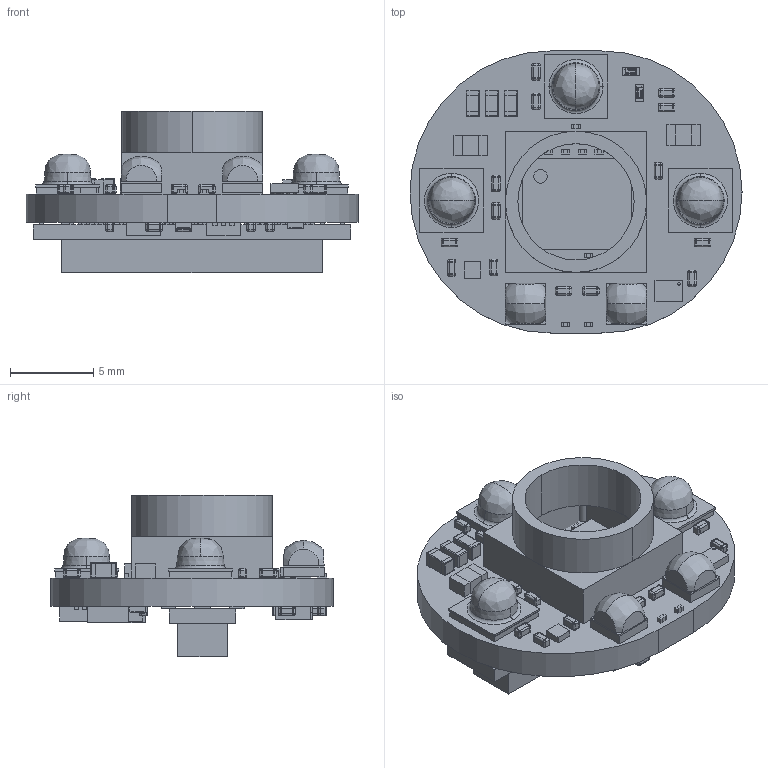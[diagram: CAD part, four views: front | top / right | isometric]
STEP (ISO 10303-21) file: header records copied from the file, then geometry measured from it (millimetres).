
FILE_DESCRIPTION(('Open CASCADE Model'),'2;1');
FILE_NAME('Open CASCADE Shape Model','2018-01-27T17:29:20',('Author'),( 'Open CASCADE'),'Open CASCADE STEP processor 6.8','Open CASCADE 6.8' ,'Unknown');
FILE_SCHEMA(('AUTOMOTIVE_DESIGN { 1 0 10303 214 1 1 1 1 }'));
Length unit declared in the file: millimetre
Products named in the file (111): PCB; Board; U9; 6164621504; Open_CASCADE_STEP_translator_6.8_2.1; Body; Open_CASCADE_STEP_translator_6.8_2.2.1; ball; U7; 6236394240; Extruded; L3; User_Library-RESC1005X04N; D5; CREE,_XLamp_XB-H_RGB15724527; D4; C39; 6236394624; 6236394432; C38; C37; CAPC1005X55N_EIA_0402; C36; C35; C34; C33; C32; C31; L2; LQM21NN0_1-2_2u; L1; JP1; 60R-JMDSS-G-1-TF(S); D3; SFH_4715AS_110615_geometry_RGB13421772; D2; D1; U6; 6164620928; Open_CASCADE_STEP_translator_6.8_14.1 ...
Assembly tree (266 placements, depth 5):
  PCB
    Board
    U9
      6164621504
        Open_CASCADE_STEP_translator_6.8_2.1
        Body
          Open_CASCADE_STEP_translator_6.8_2.2.1
        ball  x12
    U7
      6236394240
        Extruded
    L3
      User_Library-RESC1005X04N
    D5
      CREE,_XLamp_XB-H_RGB15724527
    D4
      CREE,_XLamp_XB-H_RGB15724527
    C39
      6236394624  x2
        Extruded
      6236394432
        Extruded
    C38
      6236394624  x2
        Extruded
      6236394432
        Extruded
    C37
      CAPC1005X55N_EIA_0402
    C36
      CAPC1005X55N_EIA_0402
    C35
      CAPC1005X55N_EIA_0402
    C34
      CAPC1005X55N_EIA_0402
    C33
      CAPC1005X55N_EIA_0402
    C32
      CAPC1005X55N_EIA_0402
    C31
      CAPC1005X55N_EIA_0402
    L2
      LQM21NN0_1-2_2u
    L1
      LQM21NN0_1-2_2u
    JP1
      60R-JMDSS-G-1-TF(S)
    D3
      SFH_4715AS_110615_geometry_RGB13421772
    D2
      SFH_4715AS_110615_geometry_RGB13421772
    D1
      SFH_4715AS_110615_geometry_RGB13421772
    U6
      6164620928
        Open_CASCADE_STEP_translator_6.8_14.1
        Body
          Open_CASCADE_STEP_translator_6.8_14.2.1
        ball  x44
    U5
Bounding box: 20 x 17 x 9.75 mm (x, y, z)
Volume: 891.9 mm3; surface area: 1998.3 mm2
Topology: 196 solids, 200 shells, 3442 faces, 8363 edges, 5022 vertices
Faces by surface type: plane 2109, cylinder 780, bspline 277, sphere 264, cone 6, torus 6
Full cylindrical faces by diameter (mm): 0.16 x1, 0.25 x1, 0.6 x4, 0.625 x1, 0.826 x1
Entity records: 34244 total; most frequent: CARTESIAN_POINT 7315, ORIENTED_EDGE 4482, DIRECTION 4130, EDGE_CURVE 2243, LINE 1606, VECTOR 1606, VERTEX_POINT 1440, AXIS2_PLACEMENT_3D 1262
